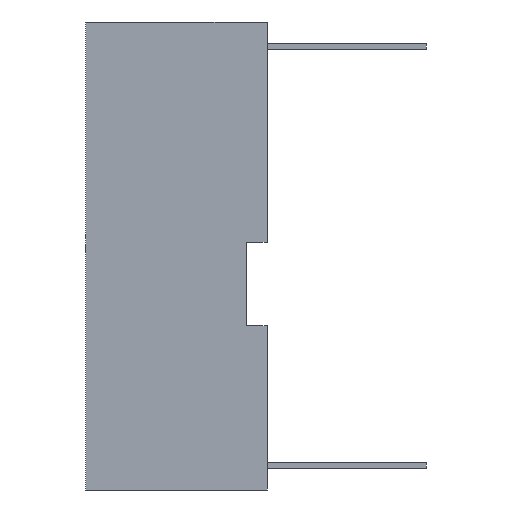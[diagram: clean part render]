
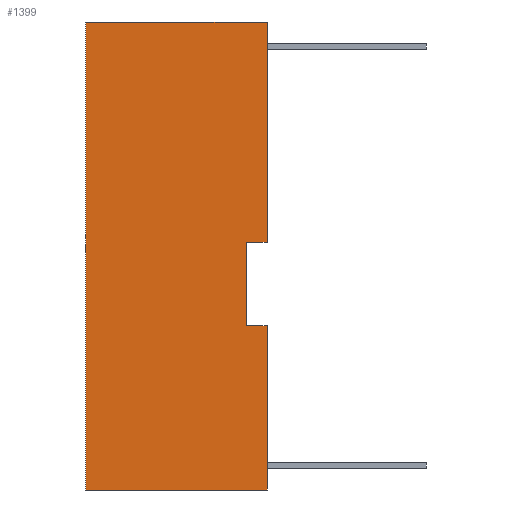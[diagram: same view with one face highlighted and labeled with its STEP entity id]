
A CAD part, left-side view. The second image highlights one B-rep face of the part: STEP entity #1399.
In plain terms, the highlighted planar face has unit normal (-1, 0, 0).
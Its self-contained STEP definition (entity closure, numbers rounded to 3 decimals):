
#29=DIRECTION('',(0.,-1.,0.));
#30=VECTOR('',#29,3.302);
#31=CARTESIAN_POINT('',(-2.54,1.397,4.255));
#32=LINE('',#31,#30);
#237=DIRECTION('',(0.,-1.,0.));
#238=VECTOR('',#237,3.302);
#239=CARTESIAN_POINT('',(-2.54,1.397,-4.255));
#240=LINE('',#239,#238);
#301=DIRECTION('',(0.,1.,0.));
#302=VECTOR('',#301,0.381);
#303=CARTESIAN_POINT('',(-2.54,-1.905,0.254));
#304=LINE('',#303,#302);
#305=DIRECTION('',(0.,0.,1.));
#306=VECTOR('',#305,1.524);
#307=CARTESIAN_POINT('',(-2.54,-1.524,-1.27));
#308=LINE('',#307,#306);
#309=DIRECTION('',(0.,1.,0.));
#310=VECTOR('',#309,0.381);
#311=CARTESIAN_POINT('',(-2.54,-1.905,-1.27));
#312=LINE('',#311,#310);
#313=DIRECTION('',(0.,0.,1.));
#314=VECTOR('',#313,8.509);
#315=CARTESIAN_POINT('',(-2.54,1.397,-4.255));
#316=LINE('',#315,#314);
#349=DIRECTION('',(0.,0.,1.));
#350=VECTOR('',#349,4.001);
#351=CARTESIAN_POINT('',(-2.54,-1.905,0.254));
#352=LINE('',#351,#350);
#385=DIRECTION('',(0.,0.,1.));
#386=VECTOR('',#385,2.985);
#387=CARTESIAN_POINT('',(-2.54,-1.905,-4.255));
#388=LINE('',#387,#386);
#809=CARTESIAN_POINT('',(-2.54,1.397,-4.255));
#810=CARTESIAN_POINT('',(-2.54,-1.905,-4.255));
#811=VERTEX_POINT('',#809);
#812=VERTEX_POINT('',#810);
#817=CARTESIAN_POINT('',(-2.54,1.397,4.255));
#818=CARTESIAN_POINT('',(-2.54,-1.905,4.255));
#819=VERTEX_POINT('',#817);
#820=VERTEX_POINT('',#818);
#909=CARTESIAN_POINT('',(-2.54,-1.905,0.254));
#910=CARTESIAN_POINT('',(-2.54,-1.524,0.254));
#911=VERTEX_POINT('',#909);
#912=VERTEX_POINT('',#910);
#913=CARTESIAN_POINT('',(-2.54,-1.905,-1.27));
#914=CARTESIAN_POINT('',(-2.54,-1.524,-1.27));
#915=VERTEX_POINT('',#913);
#916=VERTEX_POINT('',#914);
#1379=CARTESIAN_POINT('',(-2.54,1.397,-4.255));
#1380=DIRECTION('',(-1.,0.,0.));
#1381=DIRECTION('',(0.,-1.,0.));
#1382=AXIS2_PLACEMENT_3D('',#1379,#1380,#1381);
#1383=PLANE('',#1382);
#1384=ORIENTED_EDGE('',*,*,#1337,.T.);
#1386=ORIENTED_EDGE('',*,*,#1385,.F.);
#1388=ORIENTED_EDGE('',*,*,#1387,.F.);
#1390=ORIENTED_EDGE('',*,*,#1389,.F.);
#1391=ORIENTED_EDGE('',*,*,#1291,.F.);
#1393=ORIENTED_EDGE('',*,*,#1392,.T.);
#1394=ORIENTED_EDGE('',*,*,#1118,.T.);
#1396=ORIENTED_EDGE('',*,*,#1395,.F.);
#1397=EDGE_LOOP('',(#1384,#1386,#1388,#1390,#1391,#1393,#1394,#1396));
#1398=FACE_OUTER_BOUND('',#1397,.F.);
#1399=ADVANCED_FACE('',(#1398),#1383,.T.);
#1118=EDGE_CURVE('',#819,#820,#32,.T.);
#1291=EDGE_CURVE('',#811,#812,#240,.T.);
#1337=EDGE_CURVE('',#911,#912,#304,.T.);
#1385=EDGE_CURVE('',#916,#912,#308,.T.);
#1387=EDGE_CURVE('',#915,#916,#312,.T.);
#1389=EDGE_CURVE('',#812,#915,#388,.T.);
#1392=EDGE_CURVE('',#811,#819,#316,.T.);
#1395=EDGE_CURVE('',#911,#820,#352,.T.);
